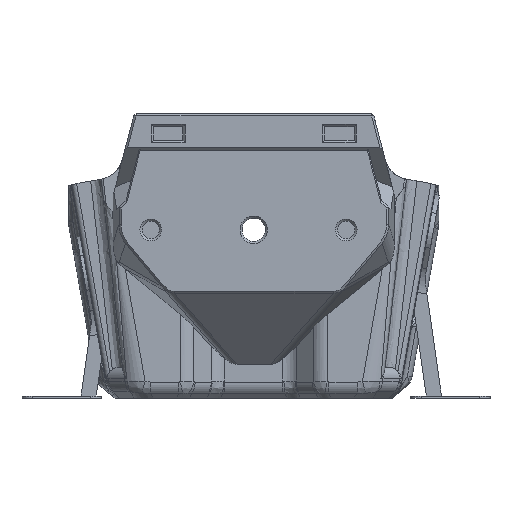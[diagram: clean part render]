
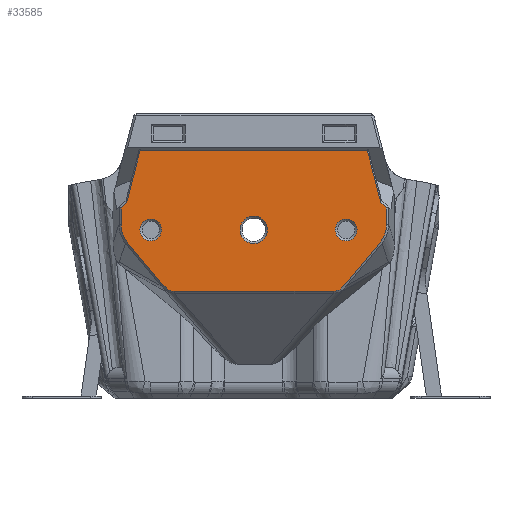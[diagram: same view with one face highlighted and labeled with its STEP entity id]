
A CAD part, front view. The second image highlights one B-rep face of the part: STEP entity #33585.
In plain terms, the highlighted planar face has unit normal (0, -1, 0).
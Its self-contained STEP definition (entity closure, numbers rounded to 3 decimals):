
#1562=B_SPLINE_CURVE_WITH_KNOTS('',3,(#64056,#64057,#64058,#64059),
 .UNSPECIFIED.,.F.,.F.,(4,4),(0.,0.004),.UNSPECIFIED.);
#1563=B_SPLINE_CURVE_WITH_KNOTS('',3,(#64063,#64064,#64065,#64066),
 .UNSPECIFIED.,.F.,.F.,(4,4),(0.,0.002),.UNSPECIFIED.);
#1564=B_SPLINE_CURVE_WITH_KNOTS('',3,(#64068,#64069,#64070,#64071),
 .UNSPECIFIED.,.F.,.F.,(4,4),(0.,0.001),.UNSPECIFIED.);
#1565=B_SPLINE_CURVE_WITH_KNOTS('',3,(#64075,#64076,#64077,#64078),
 .UNSPECIFIED.,.F.,.F.,(4,4),(0.,0.001),.UNSPECIFIED.);
#1566=B_SPLINE_CURVE_WITH_KNOTS('',3,(#64080,#64081,#64082,#64083),
 .UNSPECIFIED.,.F.,.F.,(4,4),(0.,0.002),
 .UNSPECIFIED.);
#1567=B_SPLINE_CURVE_WITH_KNOTS('',3,(#64087,#64088,#64089,#64090),
 .UNSPECIFIED.,.F.,.F.,(4,4),(0.017,0.02),
 .UNSPECIFIED.);
#2842=CIRCLE('',#36527,2.05);
#2843=CIRCLE('',#36528,2.05);
#2844=CIRCLE('',#36529,2.6);
#11623=ORIENTED_EDGE('',*,*,#17303,.T.);
#11624=ORIENTED_EDGE('',*,*,#17304,.T.);
#11625=ORIENTED_EDGE('',*,*,#17305,.T.);
#11626=ORIENTED_EDGE('',*,*,#17277,.T.);
#11627=ORIENTED_EDGE('',*,*,#13965,.T.);
#11628=ORIENTED_EDGE('',*,*,#17274,.F.);
#11629=ORIENTED_EDGE('',*,*,#17306,.F.);
#11630=ORIENTED_EDGE('',*,*,#17307,.T.);
#11631=ORIENTED_EDGE('',*,*,#17308,.F.);
#11632=ORIENTED_EDGE('',*,*,#17309,.F.);
#11633=ORIENTED_EDGE('',*,*,#17310,.F.);
#11634=ORIENTED_EDGE('',*,*,#17311,.F.);
#11635=ORIENTED_EDGE('',*,*,#17312,.F.);
#11636=ORIENTED_EDGE('',*,*,#17313,.T.);
#11637=ORIENTED_EDGE('',*,*,#17314,.T.);
#11638=ORIENTED_EDGE('',*,*,#17315,.T.);
#11639=ORIENTED_EDGE('',*,*,#17316,.T.);
#11640=ORIENTED_EDGE('',*,*,#17317,.F.);
#11641=ORIENTED_EDGE('',*,*,#17318,.T.);
#13965=EDGE_CURVE('',#18593,#18592,#21670,.T.);
#17274=EDGE_CURVE('',#20682,#18592,#23480,.T.);
#17277=EDGE_CURVE('',#20683,#18593,#23483,.T.);
#17303=EDGE_CURVE('',#20701,#20701,#2842,.T.);
#17304=EDGE_CURVE('',#20702,#20702,#2843,.T.);
#17305=EDGE_CURVE('',#20703,#20703,#2844,.F.);
#17306=EDGE_CURVE('',#20704,#20682,#23500,.T.);
#17307=EDGE_CURVE('',#20704,#20705,#23501,.F.);
#17308=EDGE_CURVE('',#20706,#20705,#1562,.T.);
#17309=EDGE_CURVE('',#20707,#20706,#23502,.T.);
#17310=EDGE_CURVE('',#20708,#20707,#1563,.T.);
#17311=EDGE_CURVE('',#20709,#20708,#1564,.T.);
#17312=EDGE_CURVE('',#20710,#20709,#23503,.T.);
#17313=EDGE_CURVE('',#20710,#20711,#1565,.T.);
#17314=EDGE_CURVE('',#20711,#20712,#1566,.T.);
#17315=EDGE_CURVE('',#20712,#20713,#23504,.T.);
#17316=EDGE_CURVE('',#20713,#20714,#1567,.T.);
#17317=EDGE_CURVE('',#20715,#20714,#23505,.F.);
#17318=EDGE_CURVE('',#20715,#20683,#23506,.T.);
#18592=VERTEX_POINT('',#50249);
#18593=VERTEX_POINT('',#50251);
#20682=VERTEX_POINT('',#63960);
#20683=VERTEX_POINT('',#63966);
#20701=VERTEX_POINT('',#64047);
#20702=VERTEX_POINT('',#64049);
#20703=VERTEX_POINT('',#64051);
#20704=VERTEX_POINT('',#64053);
#20705=VERTEX_POINT('',#64055);
#20706=VERTEX_POINT('',#64060);
#20707=VERTEX_POINT('',#64062);
#20708=VERTEX_POINT('',#64067);
#20709=VERTEX_POINT('',#64072);
#20710=VERTEX_POINT('',#64074);
#20711=VERTEX_POINT('',#64079);
#20712=VERTEX_POINT('',#64084);
#20713=VERTEX_POINT('',#64086);
#20714=VERTEX_POINT('',#64091);
#20715=VERTEX_POINT('',#64093);
#21670=LINE('',#50250,#24607);
#23480=LINE('',#63961,#26417);
#23483=LINE('',#63965,#26420);
#23500=LINE('',#64052,#26437);
#23501=LINE('',#64054,#26438);
#23502=LINE('',#64061,#26439);
#23503=LINE('',#64073,#26440);
#23504=LINE('',#64085,#26441);
#23505=LINE('',#64092,#26442);
#23506=LINE('',#64094,#26443);
#24607=VECTOR('',#38657,1000.);
#26417=VECTOR('',#44315,1000.);
#26420=VECTOR('',#44320,1000.);
#26437=VECTOR('',#44363,1000.);
#26438=VECTOR('',#44364,1000.);
#26439=VECTOR('',#44365,1000.);
#26440=VECTOR('',#44366,1000.);
#26441=VECTOR('',#44367,1000.);
#26442=VECTOR('',#44368,1000.);
#26443=VECTOR('',#44369,1000.);
#28599=EDGE_LOOP('',(#11623));
#28600=EDGE_LOOP('',(#11624));
#28601=EDGE_LOOP('',(#11625));
#28602=EDGE_LOOP('',(#11626,#11627,#11628,#11629,#11630,#11631,#11632,#11633,
#11634,#11635,#11636,#11637,#11638,#11639,#11640,#11641));
#30618=FACE_BOUND('',#28599,.T.);
#30619=FACE_BOUND('',#28600,.T.);
#30620=FACE_BOUND('',#28601,.T.);
#30621=FACE_BOUND('',#28602,.T.);
#31737=PLANE('',#36526);
#33585=ADVANCED_FACE('',(#30618,#30619,#30620,#30621),#31737,.T.);
#36526=AXIS2_PLACEMENT_3D('',#64045,#44355,#44356);
#36527=AXIS2_PLACEMENT_3D('',#64046,#44357,#44358);
#36528=AXIS2_PLACEMENT_3D('',#64048,#44359,#44360);
#36529=AXIS2_PLACEMENT_3D('',#64050,#44361,#44362);
#38657=DIRECTION('',(-1.,0.,0.));
#44315=DIRECTION('',(0.25,0.,0.968));
#44320=DIRECTION('',(-0.25,0.,0.968));
#44355=DIRECTION('',(0.,-1.,0.));
#44356=DIRECTION('',(1.,0.,0.));
#44357=DIRECTION('',(0.,1.,0.));
#44358=DIRECTION('',(0.,0.,1.));
#44359=DIRECTION('',(0.,1.,0.));
#44360=DIRECTION('',(0.,0.,1.));
#44361=DIRECTION('',(0.,-1.,0.));
#44362=DIRECTION('',(0.,0.,-1.));
#44363=DIRECTION('',(0.714,0.,0.7));
#44364=DIRECTION('',(0.,0.,1.));
#44365=DIRECTION('',(-0.643,0.,0.766));
#44366=DIRECTION('',(-1.,0.,0.));
#44367=DIRECTION('',(0.643,0.,0.766));
#44368=DIRECTION('',(0.,0.,1.));
#44369=DIRECTION('',(-0.714,0.,0.7));
#50249=CARTESIAN_POINT('',(-21.524,-30.914,46.796));
#50250=CARTESIAN_POINT('',(21.765,-30.914,46.796));
#50251=CARTESIAN_POINT('',(21.524,-30.914,46.796));
#63960=CARTESIAN_POINT('',(-24.05,-30.914,37.028));
#63961=CARTESIAN_POINT('',(-23.525,-30.914,39.06));
#63965=CARTESIAN_POINT('',(23.483,-30.914,39.22));
#63966=CARTESIAN_POINT('',(24.05,-30.914,37.028));
#64045=CARTESIAN_POINT('',(0.,-30.914,33.146));
#64046=CARTESIAN_POINT('',(17.499,-30.914,31.853));
#64047=CARTESIAN_POINT('',(17.499,-30.914,33.903));
#64048=CARTESIAN_POINT('',(-19.501,-30.914,31.853));
#64049=CARTESIAN_POINT('',(-19.501,-30.914,33.903));
#64050=CARTESIAN_POINT('',(0.,-30.914,31.85));
#64051=CARTESIAN_POINT('',(0.,-30.914,29.25));
#64052=CARTESIAN_POINT('',(-13.808,-30.914,47.065));
#64053=CARTESIAN_POINT('',(-25.107,-30.914,35.993));
#64054=CARTESIAN_POINT('',(-25.107,-30.914,32.976));
#64055=CARTESIAN_POINT('',(-25.107,-30.914,32.789));
#64056=CARTESIAN_POINT('',(-23.973,-30.914,29.532));
#64057=CARTESIAN_POINT('',(-24.732,-30.914,30.438));
#64058=CARTESIAN_POINT('',(-25.107,-30.914,31.609));
#64059=CARTESIAN_POINT('',(-25.107,-30.914,32.789));
#64060=CARTESIAN_POINT('',(-23.973,-30.914,29.532));
#64061=CARTESIAN_POINT('',(-15.763,-30.914,19.748));
#64062=CARTESIAN_POINT('',(-17.431,-30.914,21.735));
#64063=CARTESIAN_POINT('',(-16.377,-30.914,20.624));
#64064=CARTESIAN_POINT('',(-16.749,-30.914,20.974));
#64065=CARTESIAN_POINT('',(-17.102,-30.914,21.344));
#64066=CARTESIAN_POINT('',(-17.431,-30.914,21.735));
#64067=CARTESIAN_POINT('',(-16.377,-30.914,20.624));
#64068=CARTESIAN_POINT('',(-15.042,-30.914,20.209));
#64069=CARTESIAN_POINT('',(-15.517,-30.914,20.209));
#64070=CARTESIAN_POINT('',(-15.969,-30.914,20.384));
#64071=CARTESIAN_POINT('',(-16.377,-30.914,20.624));
#64072=CARTESIAN_POINT('',(-15.042,-30.914,20.209));
#64073=CARTESIAN_POINT('',(0.,-30.914,20.209));
#64074=CARTESIAN_POINT('',(15.042,-30.914,20.209));
#64075=CARTESIAN_POINT('',(15.042,-30.914,20.209));
#64076=CARTESIAN_POINT('',(15.517,-30.914,20.209));
#64077=CARTESIAN_POINT('',(15.969,-30.914,20.384));
#64078=CARTESIAN_POINT('',(16.377,-30.914,20.624));
#64079=CARTESIAN_POINT('',(16.377,-30.914,20.624));
#64080=CARTESIAN_POINT('',(16.377,-30.914,20.624));
#64081=CARTESIAN_POINT('',(16.749,-30.914,20.974));
#64082=CARTESIAN_POINT('',(17.102,-30.914,21.344));
#64083=CARTESIAN_POINT('',(17.431,-30.914,21.735));
#64084=CARTESIAN_POINT('',(17.431,-30.914,21.735));
#64085=CARTESIAN_POINT('',(15.763,-30.914,19.748));
#64086=CARTESIAN_POINT('',(23.973,-30.914,29.532));
#64087=CARTESIAN_POINT('',(23.973,-30.914,29.532));
#64088=CARTESIAN_POINT('',(24.733,-30.914,30.439));
#64089=CARTESIAN_POINT('',(25.107,-30.914,31.616));
#64090=CARTESIAN_POINT('',(25.107,-30.914,32.789));
#64091=CARTESIAN_POINT('',(25.107,-30.914,32.789));
#64092=CARTESIAN_POINT('',(25.107,-30.914,32.976));
#64093=CARTESIAN_POINT('',(25.107,-30.914,35.993));
#64094=CARTESIAN_POINT('',(13.808,-30.914,47.065));
